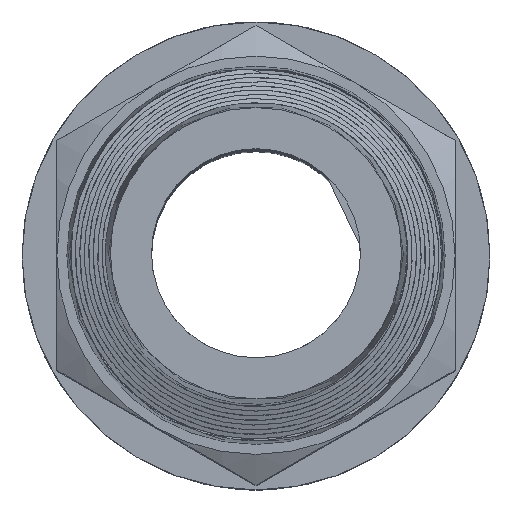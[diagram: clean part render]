
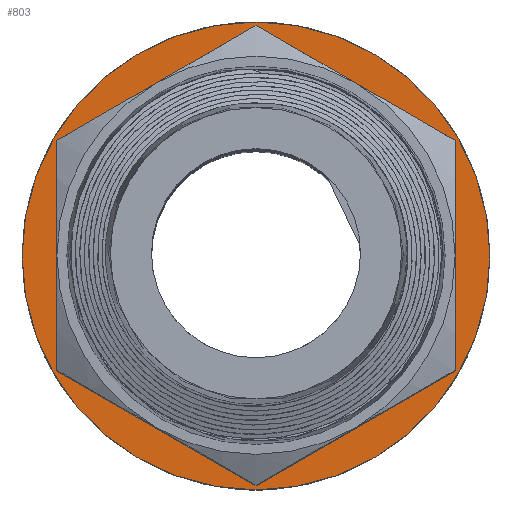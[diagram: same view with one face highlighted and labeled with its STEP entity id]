
A CAD part, top view. The second image highlights one B-rep face of the part: STEP entity #803.
In plain terms, the highlighted planar face has unit normal (0, 0, 1).
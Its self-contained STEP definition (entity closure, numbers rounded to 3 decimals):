
#70 = EDGE_CURVE('',#71,#71,#73,.T.);
#71 = VERTEX_POINT('',#72);
#72 = CARTESIAN_POINT('',(9.4,0.,-1.));
#73 = SURFACE_CURVE('',#74,(#79,#91),.PCURVE_S1.);
#74 = CIRCLE('',#75,9.4);
#75 = AXIS2_PLACEMENT_3D('',#76,#77,#78);
#76 = CARTESIAN_POINT('',(0.,0.,-1.));
#77 = DIRECTION('',(0.,0.,-1.));
#78 = DIRECTION('',(1.,0.,0.));
#79 = PCURVE('',#80,#85);
#80 = CYLINDRICAL_SURFACE('',#81,9.4);
#81 = AXIS2_PLACEMENT_3D('',#82,#83,#84);
#82 = CARTESIAN_POINT('',(0.,0.,-1.));
#83 = DIRECTION('',(0.,0.,-1.));
#84 = DIRECTION('',(1.,0.,0.));
#85 = DEFINITIONAL_REPRESENTATION('',(#86),#90);
#86 = LINE('',#87,#88);
#87 = CARTESIAN_POINT('',(0.,0.));
#88 = VECTOR('',#89,1.);
#89 = DIRECTION('',(1.,0.));
#90 = ( GEOMETRIC_REPRESENTATION_CONTEXT(2) 
PARAMETRIC_REPRESENTATION_CONTEXT() REPRESENTATION_CONTEXT('2D SPACE',''
  ) );
#91 = PCURVE('',#92,#97);
#92 = PLANE('',#93);
#93 = AXIS2_PLACEMENT_3D('',#94,#95,#96);
#94 = CARTESIAN_POINT('',(0.,0.,-1.));
#95 = DIRECTION('',(0.,0.,-1.));
#96 = DIRECTION('',(1.,0.,0.));
#97 = DEFINITIONAL_REPRESENTATION('',(#98),#102);
#98 = CIRCLE('',#99,9.4);
#99 = AXIS2_PLACEMENT_2D('',#100,#101);
#100 = CARTESIAN_POINT('',(0.,0.));
#101 = DIRECTION('',(1.,0.));
#102 = ( GEOMETRIC_REPRESENTATION_CONTEXT(2) 
PARAMETRIC_REPRESENTATION_CONTEXT() REPRESENTATION_CONTEXT('2D SPACE',''
  ) );
#803 = ADVANCED_FACE('',(#804,#807),#92,.F.);
#804 = FACE_BOUND('',#805,.F.);
#805 = EDGE_LOOP('',(#806));
#806 = ORIENTED_EDGE('',*,*,#70,.T.);
#807 = FACE_BOUND('',#808,.F.);
#808 = EDGE_LOOP('',(#809));
#809 = ORIENTED_EDGE('',*,*,#810,.T.);
#810 = EDGE_CURVE('',#811,#811,#813,.T.);
#811 = VERTEX_POINT('',#812);
#812 = CARTESIAN_POINT('',(-6.,0.,-1.));
#813 = SURFACE_CURVE('',#814,(#819,#830),.PCURVE_S1.);
#814 = CIRCLE('',#815,6.);
#815 = AXIS2_PLACEMENT_3D('',#816,#817,#818);
#816 = CARTESIAN_POINT('',(0.,0.,-1.));
#817 = DIRECTION('',(0.,0.,1.));
#818 = DIRECTION('',(-1.,-0.,0.));
#819 = PCURVE('',#92,#820);
#820 = DEFINITIONAL_REPRESENTATION('',(#821),#829);
#821 = ( BOUNDED_CURVE() B_SPLINE_CURVE(2,(#822,#823,#824,#825,#826,#827
,#828),.UNSPECIFIED.,.T.,.F.) B_SPLINE_CURVE_WITH_KNOTS((1,2,2,2,2,1),(
    -2.094,0.,2.094,4.189,6.283,
8.378),.UNSPECIFIED.) CURVE() GEOMETRIC_REPRESENTATION_ITEM() 
RATIONAL_B_SPLINE_CURVE((1.,0.5,1.,0.5,1.,0.5,1.)) REPRESENTATION_ITEM(
  '') );
#822 = CARTESIAN_POINT('',(-6.,0.));
#823 = CARTESIAN_POINT('',(-6.,10.392));
#824 = CARTESIAN_POINT('',(3.,5.196));
#825 = CARTESIAN_POINT('',(12.,0.));
#826 = CARTESIAN_POINT('',(3.,-5.196));
#827 = CARTESIAN_POINT('',(-6.,-10.392));
#828 = CARTESIAN_POINT('',(-6.,0.));
#829 = ( GEOMETRIC_REPRESENTATION_CONTEXT(2) 
PARAMETRIC_REPRESENTATION_CONTEXT() REPRESENTATION_CONTEXT('2D SPACE',''
  ) );
#830 = PCURVE('',#831,#836);
#831 = CYLINDRICAL_SURFACE('',#832,6.);
#832 = AXIS2_PLACEMENT_3D('',#833,#834,#835);
#833 = CARTESIAN_POINT('',(0.,0.,-2.3));
#834 = DIRECTION('',(0.,0.,1.));
#835 = DIRECTION('',(-1.,-0.,0.));
#836 = DEFINITIONAL_REPRESENTATION('',(#837),#841);
#837 = LINE('',#838,#839);
#838 = CARTESIAN_POINT('',(0.,1.3));
#839 = VECTOR('',#840,1.);
#840 = DIRECTION('',(1.,0.));
#841 = ( GEOMETRIC_REPRESENTATION_CONTEXT(2) 
PARAMETRIC_REPRESENTATION_CONTEXT() REPRESENTATION_CONTEXT('2D SPACE',''
  ) );
